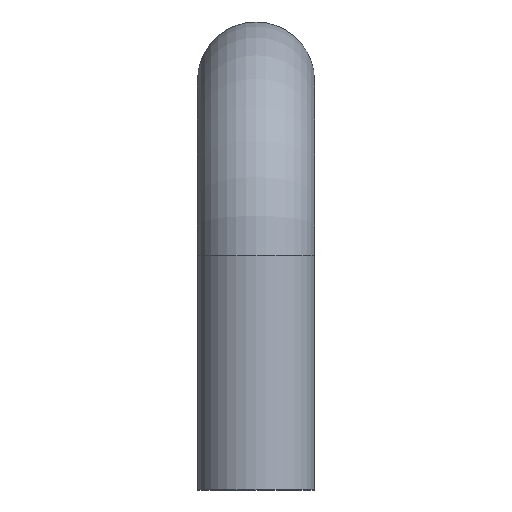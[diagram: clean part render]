
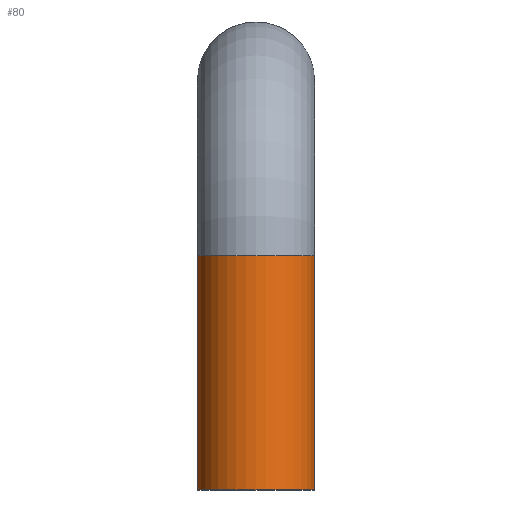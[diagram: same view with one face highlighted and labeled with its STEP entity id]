
A CAD part, left-side view. The second image highlights one B-rep face of the part: STEP entity #80.
In plain terms, the highlighted cylindrical face has radius 5 mm (diameter 10 mm), a full revolution.
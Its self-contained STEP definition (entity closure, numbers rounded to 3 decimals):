
#23=FACE_BOUND('',#40,.T.);
#28=FACE_OUTER_BOUND('',#39,.T.);
#39=EDGE_LOOP('',(#69));
#40=EDGE_LOOP('',(#70));
#47=CIRCLE('',#93,5.);
#48=CIRCLE('',#95,5.);
#53=VERTEX_POINT('',#139);
#54=VERTEX_POINT('',#142);
#59=EDGE_CURVE('',#53,#53,#47,.T.);
#60=EDGE_CURVE('',#54,#54,#48,.T.);
#69=ORIENTED_EDGE('',*,*,#59,.F.);
#70=ORIENTED_EDGE('',*,*,#60,.F.);
#75=CYLINDRICAL_SURFACE('',#94,5.);
#80=ADVANCED_FACE('',(#28,#23),#75,.T.);
#93=AXIS2_PLACEMENT_3D('',#140,#116,#117);
#94=AXIS2_PLACEMENT_3D('',#141,#118,#119);
#95=AXIS2_PLACEMENT_3D('',#143,#120,#121);
#116=DIRECTION('center_axis',(0.,0.,1.));
#117=DIRECTION('ref_axis',(-1.,0.,0.));
#118=DIRECTION('center_axis',(0.,0.,1.));
#119=DIRECTION('ref_axis',(-1.,0.,0.));
#120=DIRECTION('center_axis',(0.,0.,-1.));
#121=DIRECTION('ref_axis',(-1.,0.,0.));
#139=CARTESIAN_POINT('',(5.,0.,20.));
#140=CARTESIAN_POINT('Origin',(0.,0.,20.));
#141=CARTESIAN_POINT('Origin',(0.,0.,0.));
#142=CARTESIAN_POINT('',(5.,0.,0.));
#143=CARTESIAN_POINT('Origin',(0.,0.,0.));
